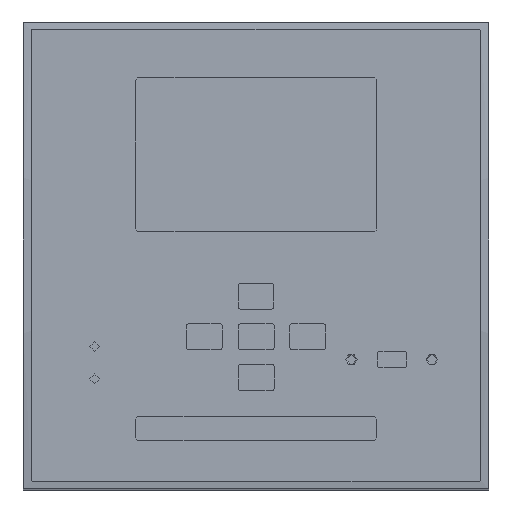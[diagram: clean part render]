
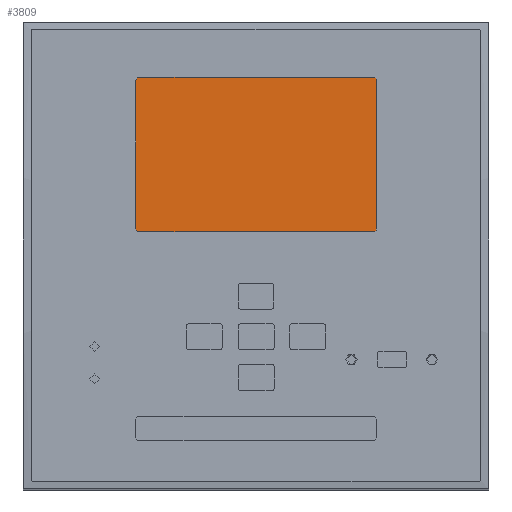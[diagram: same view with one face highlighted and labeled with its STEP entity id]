
A CAD part, top view. The second image highlights one B-rep face of the part: STEP entity #3809.
In plain terms, the highlighted planar face has unit normal (0, 0, 1).
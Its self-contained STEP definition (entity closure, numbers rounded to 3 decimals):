
#492=CIRCLE($,#4025,1.);
#494=CIRCLE($,#4029,1.);
#496=CIRCLE($,#4033,1.);
#498=CIRCLE($,#4037,1.);
#690=FACE_OUTER_BOUND($,#842,.T.);
#842=EDGE_LOOP($,(#3173,#3174,#3175,#3176,#3177,#3178,#3179,#3180));
#1042=LINE($,#5766,#1675);
#1047=LINE($,#5779,#1680);
#1051=LINE($,#5791,#1684);
#1055=LINE($,#5803,#1688);
#1675=VECTOR($,#4566,72.536);
#1680=VECTOR($,#4579,45.783);
#1684=VECTOR($,#4591,72.536);
#1688=VECTOR($,#4603,45.783);
#2314=VERTEX_POINT($,#5763);
#2315=VERTEX_POINT($,#5765);
#2317=VERTEX_POINT($,#5771);
#2319=VERTEX_POINT($,#5777);
#2321=VERTEX_POINT($,#5783);
#2323=VERTEX_POINT($,#5789);
#2325=VERTEX_POINT($,#5795);
#2327=VERTEX_POINT($,#5801);
#2634=EDGE_CURVE($,#2314,#2315,#1042,.T.);
#2638=EDGE_CURVE($,#2317,#2314,#492,.T.);
#2641=EDGE_CURVE($,#2319,#2317,#1047,.T.);
#2644=EDGE_CURVE($,#2321,#2319,#494,.T.);
#2647=EDGE_CURVE($,#2323,#2321,#1051,.T.);
#2650=EDGE_CURVE($,#2325,#2323,#496,.T.);
#2653=EDGE_CURVE($,#2327,#2325,#1055,.T.);
#2655=EDGE_CURVE($,#2315,#2327,#498,.T.);
#3173=ORIENTED_EDGE($,*,*,#2655,.F.);
#3174=ORIENTED_EDGE($,*,*,#2634,.F.);
#3175=ORIENTED_EDGE($,*,*,#2638,.F.);
#3176=ORIENTED_EDGE($,*,*,#2641,.F.);
#3177=ORIENTED_EDGE($,*,*,#2644,.F.);
#3178=ORIENTED_EDGE($,*,*,#2647,.F.);
#3179=ORIENTED_EDGE($,*,*,#2650,.F.);
#3180=ORIENTED_EDGE($,*,*,#2653,.F.);
#3670=PLANE($,#4038);
#3809=ADVANCED_FACE($,(#690),#3670,.T.);
#4025=AXIS2_PLACEMENT_3D($,#5773,#4573,#4574);
#4029=AXIS2_PLACEMENT_3D($,#5785,#4585,#4586);
#4033=AXIS2_PLACEMENT_3D($,#5797,#4597,#4598);
#4037=AXIS2_PLACEMENT_3D($,#5806,#4608,#4609);
#4038=AXIS2_PLACEMENT_3D($,#5807,#4610,#4611);
#4566=DIRECTION($,(1.,0.,0.));
#4573=DIRECTION('center_axis',(0.,0.,-1.));
#4574=DIRECTION('ref_axis',(0.,1.,0.));
#4579=DIRECTION($,(0.,1.,0.));
#4585=DIRECTION('center_axis',(0.,0.,-1.));
#4586=DIRECTION('ref_axis',(-1.,0.,0.));
#4591=DIRECTION($,(-1.,0.,0.));
#4597=DIRECTION('center_axis',(0.,0.,-1.));
#4598=DIRECTION('ref_axis',(0.,-1.,0.));
#4603=DIRECTION($,(0.,-1.,0.));
#4608=DIRECTION('center_axis',(0.,0.,-1.));
#4609=DIRECTION('ref_axis',(1.,0.,0.));
#4610=DIRECTION('center_axis',(0.,0.,1.));
#4611=DIRECTION('ref_axis',(1.,0.,0.));
#5763=CARTESIAN_POINT('',(33.267,55.169,47.3));
#5765=CARTESIAN_POINT('',(105.804,55.169,47.3));
#5766=CARTESIAN_POINT($,(105.804,55.169,47.3));
#5771=CARTESIAN_POINT('',(32.267,54.169,47.3));
#5773=CARTESIAN_POINT('Origin',(33.267,54.169,47.3));
#5777=CARTESIAN_POINT('',(32.267,8.386,47.3));
#5779=CARTESIAN_POINT($,(32.267,54.169,47.3));
#5783=CARTESIAN_POINT('',(33.267,7.386,47.3));
#5785=CARTESIAN_POINT('Origin',(33.267,8.386,47.3));
#5789=CARTESIAN_POINT('',(105.804,7.386,47.3));
#5791=CARTESIAN_POINT($,(33.267,7.386,47.3));
#5795=CARTESIAN_POINT('',(106.804,8.386,47.3));
#5797=CARTESIAN_POINT('Origin',(105.804,8.386,47.3));
#5801=CARTESIAN_POINT('',(106.804,54.169,47.3));
#5803=CARTESIAN_POINT($,(106.804,8.386,47.3));
#5806=CARTESIAN_POINT('Origin',(105.804,54.169,47.3));
#5807=CARTESIAN_POINT('Origin',(69.536,31.278,47.3));
